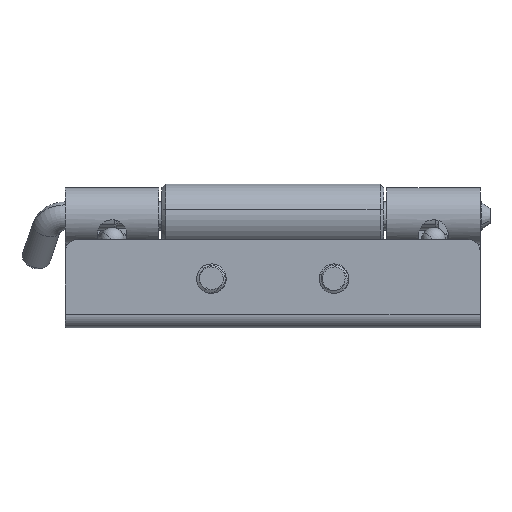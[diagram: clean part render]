
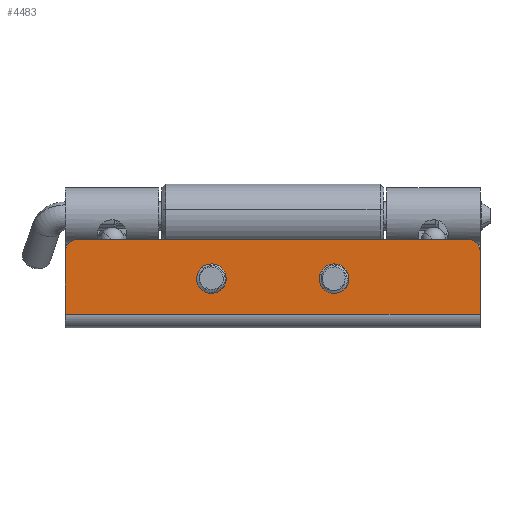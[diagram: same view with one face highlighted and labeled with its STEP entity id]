
A CAD part, left-side view. The second image highlights one B-rep face of the part: STEP entity #4483.
In plain terms, the highlighted planar face has unit normal (-1, 0, 0).
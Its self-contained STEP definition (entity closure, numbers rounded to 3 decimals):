
#396 = EDGE_CURVE ( 'NONE', #28527, #20172, #8066, .T. ) ;
#570 = CARTESIAN_POINT ( 'NONE',  ( -23., -42.25, 15.5 ) ) ;
#708 = ORIENTED_EDGE ( 'NONE', *, *, #18205, .F. ) ;
#842 = CARTESIAN_POINT ( 'NONE',  ( -23., -42.25, 2.75 ) ) ;
#862 = CARTESIAN_POINT ( 'NONE',  ( -23., 42.25, -0.5 ) ) ;
#944 = AXIS2_PLACEMENT_3D ( 'NONE', #10708, #15743, #22114 ) ;
#1621 = CARTESIAN_POINT ( 'NONE',  ( -23., -42.25, -0.5 ) ) ;
#1910 = FACE_OUTER_BOUND ( 'NONE', #28270, .T. ) ;
#2150 = EDGE_LOOP ( 'NONE', ( #26070, #24185, #19612 ) ) ;
#2447 = CIRCLE ( 'NONE', #8433, 3. ) ;
#2460 = CARTESIAN_POINT ( 'NONE',  ( -23., 42.25, 15.5 ) ) ;
#3118 = VERTEX_POINT ( 'NONE', #12364 ) ;
#3253 = DIRECTION ( 'NONE',  ( 0., 0., 1. ) ) ;
#3281 = AXIS2_PLACEMENT_3D ( 'NONE', #14228, #23051, #3253 ) ;
#3626 = VECTOR ( 'NONE', #19299, 1000. ) ;
#3992 = CARTESIAN_POINT ( 'NONE',  ( -23., 40.25, 18. ) ) ;
#4227 = CARTESIAN_POINT ( 'NONE',  ( -23., 12.5, 10. ) ) ;
#4483 = ADVANCED_FACE ( 'NONE', ( #19942, #11270, #1910 ), #24567, .T. ) ;
#4779 = CARTESIAN_POINT ( 'NONE',  ( -23., -12.5, 13. ) ) ;
#5013 = CARTESIAN_POINT ( 'NONE',  ( -23., -12.5, 10. ) ) ;
#5043 = CARTESIAN_POINT ( 'NONE',  ( -23., -12.5, 10. ) ) ;
#5130 = AXIS2_PLACEMENT_3D ( 'NONE', #22711, #18659, #16493 ) ;
#5216 = CIRCLE ( 'NONE', #9345, 3. ) ;
#5320 = CARTESIAN_POINT ( 'NONE',  ( -23., -14.083, 2.75 ) ) ;
#5471 = DIRECTION ( 'NONE',  ( 0., 1., 0. ) ) ;
#5512 = CARTESIAN_POINT ( 'NONE',  ( -23., -42.25, 2.75 ) ) ;
#6172 = CARTESIAN_POINT ( 'NONE',  ( -23., -12.5, 10. ) ) ;
#6369 = AXIS2_PLACEMENT_3D ( 'NONE', #6172, #14417, #8042 ) ;
#6799 = DIRECTION ( 'NONE',  ( 1., 0., 0. ) ) ;
#6945 = ORIENTED_EDGE ( 'NONE', *, *, #16340, .F. ) ;
#6955 = CARTESIAN_POINT ( 'NONE',  ( -23., 39.75, 18. ) ) ;
#6960 = EDGE_CURVE ( 'NONE', #13919, #15211, #21751, .T. ) ;
#7833 = ORIENTED_EDGE ( 'NONE', *, *, #23799, .F. ) ;
#8042 = DIRECTION ( 'NONE',  ( 0., 1., 0. ) ) ;
#8066 = CIRCLE ( 'NONE', #24248, 3. ) ;
#8092 = DIRECTION ( 'NONE',  ( 0., 0., -1. ) ) ;
#8097 = CARTESIAN_POINT ( 'NONE',  ( -23., -39.75, 18. ) ) ;
#8295 = VERTEX_POINT ( 'NONE', #4779 ) ;
#8433 = AXIS2_PLACEMENT_3D ( 'NONE', #5043, #18199, #5471 ) ;
#8760 = ORIENTED_EDGE ( 'NONE', *, *, #6960, .F. ) ;
#9034 = ORIENTED_EDGE ( 'NONE', *, *, #396, .T. ) ;
#9345 = AXIS2_PLACEMENT_3D ( 'NONE', #26627, #6799, #24865 ) ;
#9741 = VECTOR ( 'NONE', #8092, 1000. ) ;
#10532 = CIRCLE ( 'NONE', #25305, 3. ) ;
#10708 = CARTESIAN_POINT ( 'NONE',  ( -23., 42.75, 18.5 ) ) ;
#10948 = ORIENTED_EDGE ( 'NONE', *, *, #16974, .T. ) ;
#11137 = DIRECTION ( 'NONE',  ( 1., 0., 0. ) ) ;
#11266 = VERTEX_POINT ( 'NONE', #8097 ) ;
#11270 = FACE_BOUND ( 'NONE', #12330, .T. ) ;
#11517 = DIRECTION ( 'NONE',  ( 1., 0., 0. ) ) ;
#11989 = LINE ( 'NONE', #862, #21193 ) ;
#12330 = EDGE_LOOP ( 'NONE', ( #9034, #10948 ) ) ;
#12364 = CARTESIAN_POINT ( 'NONE',  ( -23., -12.5, 7. ) ) ;
#12968 = CARTESIAN_POINT ( 'NONE',  ( -23., 9.5, 10. ) ) ;
#13777 = ORIENTED_EDGE ( 'NONE', *, *, #25096, .F. ) ;
#13919 = VERTEX_POINT ( 'NONE', #2460 ) ;
#14132 = CARTESIAN_POINT ( 'NONE',  ( -23., 14.083, 2.75 ) ) ;
#14228 = CARTESIAN_POINT ( 'NONE',  ( -23., 39.75, 15.5 ) ) ;
#14407 = CARTESIAN_POINT ( 'NONE',  ( -23., -9.5, 10. ) ) ;
#14417 = DIRECTION ( 'NONE',  ( 1., 0., 0. ) ) ;
#14425 = CARTESIAN_POINT ( 'NONE',  ( -23., 42.25, 2.75 ) ) ;
#15211 = VERTEX_POINT ( 'NONE', #6955 ) ;
#15739 = VERTEX_POINT ( 'NONE', #5512 ) ;
#15743 = DIRECTION ( 'NONE',  ( -1., 0., 0. ) ) ;
#16322 = DIRECTION ( 'NONE',  ( 0., 0., 1. ) ) ;
#16340 = EDGE_CURVE ( 'NONE', #24044, #13919, #11989, .T. ) ;
#16493 = DIRECTION ( 'NONE',  ( 0., 0., -1. ) ) ;
#16974 = EDGE_CURVE ( 'NONE', #20172, #28527, #5216, .T. ) ;
#17514 = DIRECTION ( 'NONE',  ( 0., -1., 0. ) ) ;
#18199 = DIRECTION ( 'NONE',  ( 1., 0., 0. ) ) ;
#18205 = EDGE_CURVE ( 'NONE', #15739, #24044, #26663, .T. ) ;
#18659 = DIRECTION ( 'NONE',  ( 1., 0., 0. ) ) ;
#18825 = CIRCLE ( 'NONE', #6369, 3. ) ;
#19299 = DIRECTION ( 'NONE',  ( 0., -1., 0. ) ) ;
#19612 = ORIENTED_EDGE ( 'NONE', *, *, #22586, .T. ) ;
#19942 = FACE_BOUND ( 'NONE', #2150, .T. ) ;
#20162 = EDGE_CURVE ( 'NONE', #3118, #27177, #2447, .T. ) ;
#20172 = VERTEX_POINT ( 'NONE', #27161 ) ;
#20738 = EDGE_CURVE ( 'NONE', #27177, #8295, #10532, .T. ) ;
#21193 = VECTOR ( 'NONE', #16322, 1000. ) ;
#21251 = LINE ( 'NONE', #1621, #9741 ) ;
#21751 = CIRCLE ( 'NONE', #3281, 2.5 ) ;
#22114 = DIRECTION ( 'NONE',  ( 0., 0., -1. ) ) ;
#22586 = EDGE_CURVE ( 'NONE', #8295, #3118, #18825, .T. ) ;
#22711 = CARTESIAN_POINT ( 'NONE',  ( -23., -39.75, 15.5 ) ) ;
#23051 = DIRECTION ( 'NONE',  ( 1., 0., 0. ) ) ;
#23078 = DIRECTION ( 'NONE',  ( 0., 1., 0. ) ) ;
#23799 = EDGE_CURVE ( 'NONE', #15211, #11266, #26249, .T. ) ;
#24044 = VERTEX_POINT ( 'NONE', #26286 ) ;
#24185 = ORIENTED_EDGE ( 'NONE', *, *, #20738, .T. ) ;
#24248 = AXIS2_PLACEMENT_3D ( 'NONE', #4227, #11137, #17514 ) ;
#24567 = PLANE ( 'NONE',  #944 ) ;
#24865 = DIRECTION ( 'NONE',  ( 0., -1., 0. ) ) ;
#25096 = EDGE_CURVE ( 'NONE', #11266, #25896, #25935, .T. ) ;
#25305 = AXIS2_PLACEMENT_3D ( 'NONE', #5013, #11517, #23078 ) ;
#25597 = EDGE_CURVE ( 'NONE', #25896, #15739, #21251, .T. ) ;
#25896 = VERTEX_POINT ( 'NONE', #570 ) ;
#25935 = CIRCLE ( 'NONE', #5130, 2.5 ) ;
#26070 = ORIENTED_EDGE ( 'NONE', *, *, #20162, .T. ) ;
#26249 = LINE ( 'NONE', #3992, #3626 ) ;
#26286 = CARTESIAN_POINT ( 'NONE',  ( -23., 42.25, 2.75 ) ) ;
#26627 = CARTESIAN_POINT ( 'NONE',  ( -23., 12.5, 10. ) ) ;
#26663 = B_SPLINE_CURVE_WITH_KNOTS ( 'NONE', 3,
 ( #842, #5320, #14132, #14425 ),
 .UNSPECIFIED., .F., .F.,
 ( 4, 4 ),
 ( 0., 1. ),
 .UNSPECIFIED. ) ;
#27019 = ORIENTED_EDGE ( 'NONE', *, *, #25597, .F. ) ;
#27161 = CARTESIAN_POINT ( 'NONE',  ( -23., 15.5, 10. ) ) ;
#27177 = VERTEX_POINT ( 'NONE', #14407 ) ;
#28270 = EDGE_LOOP ( 'NONE', ( #708, #27019, #13777, #7833, #8760, #6945 ) ) ;
#28527 = VERTEX_POINT ( 'NONE', #12968 ) ;
